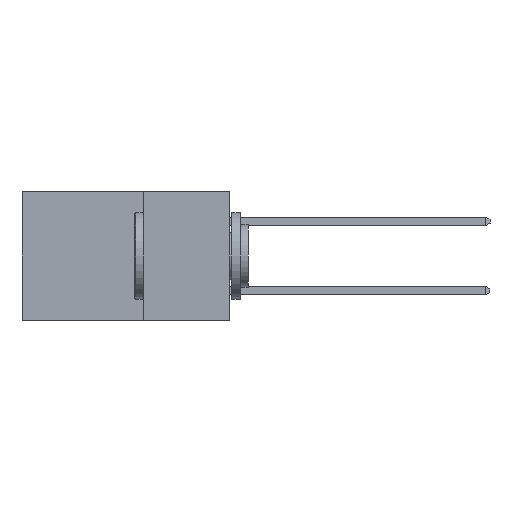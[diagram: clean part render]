
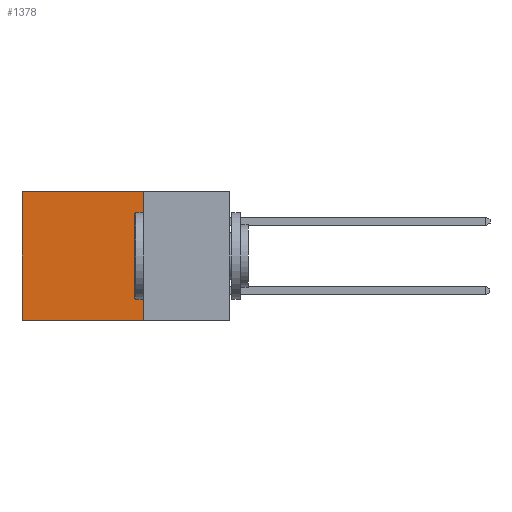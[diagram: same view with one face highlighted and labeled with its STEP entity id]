
A CAD part, left-side view. The second image highlights one B-rep face of the part: STEP entity #1378.
In plain terms, the highlighted planar face has unit normal (-1, 0, 0).
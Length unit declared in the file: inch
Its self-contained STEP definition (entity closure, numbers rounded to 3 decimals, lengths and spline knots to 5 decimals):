
#36 = EDGE_LOOP ( 'NONE', ( #4245, #4277, #3532, #2394 ) ) ;
#254 = DIRECTION ( 'NONE',  ( 0., 1., 0. ) ) ;
#299 = VERTEX_POINT ( 'NONE', #8693 ) ;
#362 = VERTEX_POINT ( 'NONE', #5195 ) ;
#585 = LINE ( 'NONE', #9443, #3193 ) ;
#812 = CARTESIAN_POINT ( 'NONE',  ( 0.298, 0.25, 0. ) ) ;
#1378 = ADVANCED_FACE ( 'NONE', ( #2434 ), #3566, .F. ) ;
#1603 = EDGE_CURVE ( 'NONE', #362, #7491, #585, .T. ) ;
#1907 = DIRECTION ( 'NONE',  ( 0., 0., -1. ) ) ;
#1927 = CARTESIAN_POINT ( 'NONE',  ( 0.298, 0.6, 0. ) ) ;
#2261 = DIRECTION ( 'NONE',  ( 0., 1., 0. ) ) ;
#2394 = ORIENTED_EDGE ( 'NONE', *, *, #1603, .T. ) ;
#2434 = FACE_OUTER_BOUND ( 'NONE', #36, .T. ) ;
#2644 = AXIS2_PLACEMENT_3D ( 'NONE', #3511, #3416, #4663 ) ;
#3193 = VECTOR ( 'NONE', #254, 39.37008 ) ;
#3320 = VECTOR ( 'NONE', #8429, 39.37008 ) ;
#3416 = DIRECTION ( 'NONE',  ( 1., 0., 0. ) ) ;
#3511 = CARTESIAN_POINT ( 'NONE',  ( 0.298, 0.25, 0. ) ) ;
#3532 = ORIENTED_EDGE ( 'NONE', *, *, #11799, .F. ) ;
#3566 = PLANE ( 'NONE',  #2644 ) ;
#3789 = VECTOR ( 'NONE', #1907, 39.37008 ) ;
#4245 = ORIENTED_EDGE ( 'NONE', *, *, #11105, .T. ) ;
#4277 = ORIENTED_EDGE ( 'NONE', *, *, #6376, .F. ) ;
#4663 = DIRECTION ( 'NONE',  ( 0., 0., -1. ) ) ;
#4852 = LINE ( 'NONE', #5367, #6976 ) ;
#5195 = CARTESIAN_POINT ( 'NONE',  ( 0.298, 0.25, 0. ) ) ;
#5367 = CARTESIAN_POINT ( 'NONE',  ( 0.298, 0.25, -0.37 ) ) ;
#5762 = LINE ( 'NONE', #812, #3320 ) ;
#6376 = EDGE_CURVE ( 'NONE', #299, #9319, #4852, .T. ) ;
#6976 = VECTOR ( 'NONE', #2261, 39.37008 ) ;
#7266 = CARTESIAN_POINT ( 'NONE',  ( 0.298, 0.6, 0. ) ) ;
#7491 = VERTEX_POINT ( 'NONE', #7266 ) ;
#8429 = DIRECTION ( 'NONE',  ( 0., 0., -1. ) ) ;
#8693 = CARTESIAN_POINT ( 'NONE',  ( 0.298, 0.25, -0.37 ) ) ;
#9319 = VERTEX_POINT ( 'NONE', #11692 ) ;
#9443 = CARTESIAN_POINT ( 'NONE',  ( 0.298, 0.25, 0. ) ) ;
#11051 = LINE ( 'NONE', #1927, #3789 ) ;
#11105 = EDGE_CURVE ( 'NONE', #7491, #9319, #11051, .T. ) ;
#11692 = CARTESIAN_POINT ( 'NONE',  ( 0.298, 0.6, -0.37 ) ) ;
#11799 = EDGE_CURVE ( 'NONE', #362, #299, #5762, .T. ) ;
